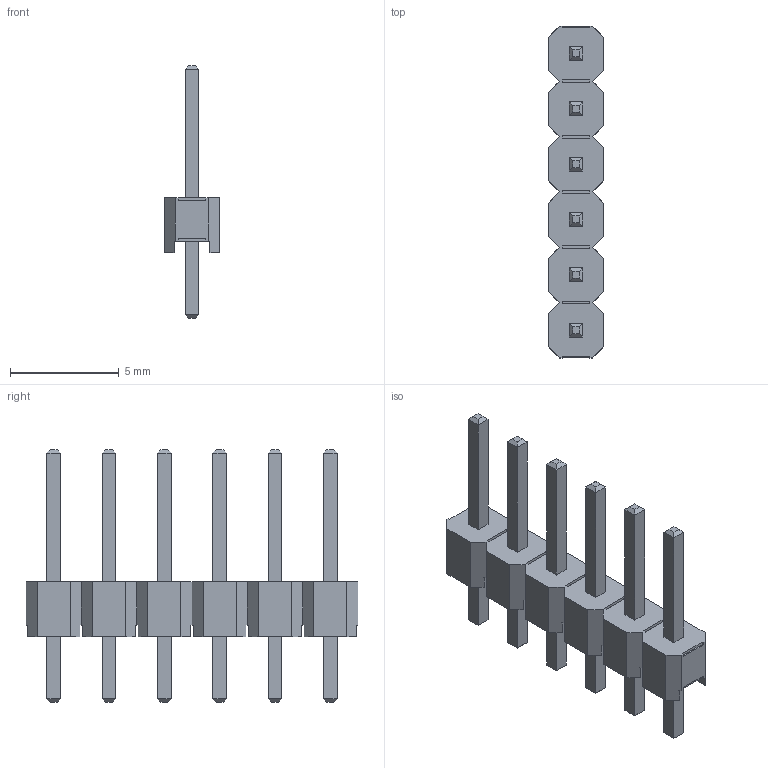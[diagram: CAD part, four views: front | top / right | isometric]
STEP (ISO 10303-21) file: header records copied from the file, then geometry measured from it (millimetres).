
FILE_DESCRIPTION(('STEP AP214'), '1');
FILE_NAME('PLS-6', '2022-07-29T10:54:46', (''), (''), 'ASCON STEP Converter 1.3', 'ASCON Math Kernel', '');
FILE_SCHEMA(('AUTOMOTIVE_DESIGN { 1 0 10303 214 3 1 1}'));
Length unit declared in the file: millimetre
Bounding box: 2.54 x 15.24 x 11.6 mm (x, y, z)
Volume: 100 mm3; surface area: 328.3 mm2
Topology: 1 solids, 1 shells, 214 faces, 534 edges, 340 vertices
Faces by surface type: plane 214
Entity records: 7925 total; most frequent: CARTESIAN_POINT 1089, ORIENTED_EDGE 1068, DIRECTION 964, EDGE_CURVE 534, LINE 534, VECTOR 534, VERTEX_POINT 340, FACE_BOUND 232
